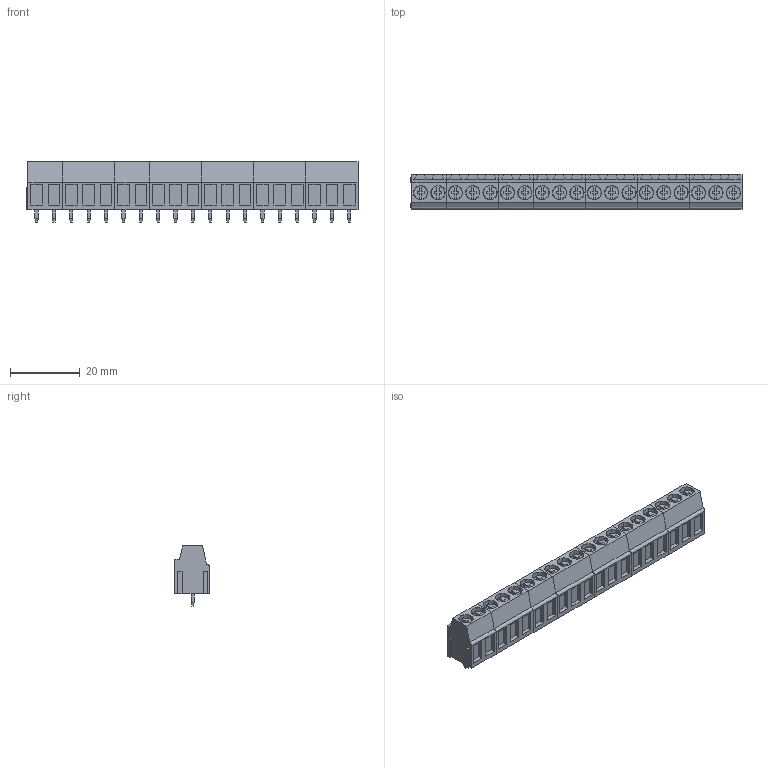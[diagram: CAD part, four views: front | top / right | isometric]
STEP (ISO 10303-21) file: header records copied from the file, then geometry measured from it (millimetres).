
FILE_DESCRIPTION(('CATIA V5 STEP Exchange','CAx-IF Rec.Pracs.--- Model Styling and Organization---1.2---2011-12-15'),'2;1');
FILE_NAME ('D1449958_0_1234150000_1234150000.stp','2018-03-31T08:55:43+00:00',('none'),('Weidmueller'),'CATIA Version 5-6 Release 2014','CATIA V5 STEP AP214','none');
FILE_SCHEMA(('AUTOMOTIVE_DESIGN { 1 0 10303 214 1 1 1 1 }'));
Length unit declared in the file: millimetre
Products named in the file (1): 1234150000
Bounding box: 95.55 x 10 x 17.3 mm (x, y, z)
Volume: 9341.4 mm3; surface area: 11252.3 mm2
Topology: 45 solids, 45 shells, 1633 faces, 4382 edges, 2896 vertices
Faces by surface type: plane 1360, cylinder 273
Entity records: 50426 total; most frequent: CARTESIAN_POINT 10174, ORIENTED_EDGE 8764, DIRECTION 7323, EDGE_CURVE 4382, VECTOR 3570, LINE 3570, VERTEX_POINT 2896, AXIS2_PLACEMENT_3D 2120
